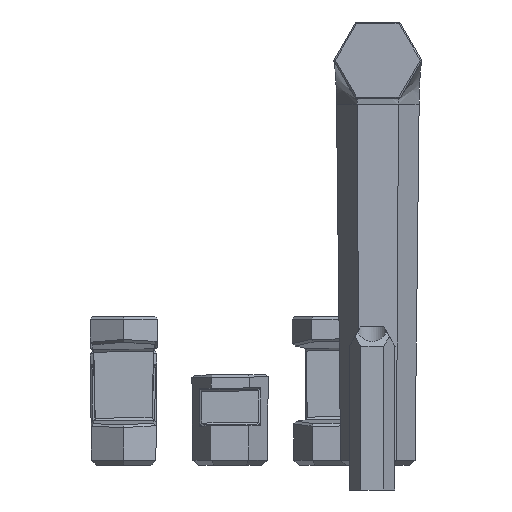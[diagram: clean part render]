
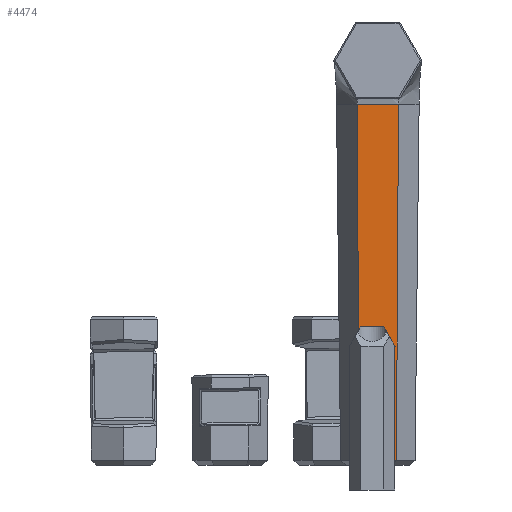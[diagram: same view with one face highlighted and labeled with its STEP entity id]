
A CAD part, front view. The second image highlights one B-rep face of the part: STEP entity #4474.
In plain terms, the highlighted planar face has unit normal (0, -1, -0.01).
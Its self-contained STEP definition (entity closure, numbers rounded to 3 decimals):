
#304=FACE_OUTER_BOUND('',#568,.T.);
#568=EDGE_LOOP('',(#3821,#3822,#3823,#3824));
#1104=LINE('',#7174,#1688);
#1113=LINE('',#7249,#1697);
#1115=LINE('',#7253,#1699);
#1116=LINE('',#7254,#1700);
#1688=VECTOR('',#5712,10.);
#1697=VECTOR('',#5729,10.);
#1699=VECTOR('',#5733,10.);
#1700=VECTOR('',#5734,10.);
#2085=VERTEX_POINT('',#7147);
#2086=VERTEX_POINT('',#7169);
#2092=VERTEX_POINT('',#7248);
#2093=VERTEX_POINT('',#7252);
#2664=EDGE_CURVE('',#2085,#2086,#1104,.T.);
#2675=EDGE_CURVE('',#2085,#2092,#1113,.F.);
#2677=EDGE_CURVE('',#2093,#2086,#1115,.T.);
#2678=EDGE_CURVE('',#2092,#2093,#1116,.T.);
#3821=ORIENTED_EDGE('',*,*,#2664,.T.);
#3822=ORIENTED_EDGE('',*,*,#2677,.F.);
#3823=ORIENTED_EDGE('',*,*,#2678,.F.);
#3824=ORIENTED_EDGE('',*,*,#2675,.F.);
#4212=PLANE('',#4746);
#4474=ADVANCED_FACE('',(#304),#4212,.T.);
#4746=AXIS2_PLACEMENT_3D('',#7251,#5731,#5732);
#5712=DIRECTION('',(-1.,0.,0.));
#5729=DIRECTION('',(0.006,-0.01,1.));
#5731=DIRECTION('center_axis',(0.,-1.,-0.01));
#5732=DIRECTION('ref_axis',(0.,0.01,-1.));
#5733=DIRECTION('',(-0.006,-0.01,1.));
#5734=DIRECTION('',(-1.,0.,0.));
#7147=CARTESIAN_POINT('',(13.686,-228.066,72.9));
#7169=CARTESIAN_POINT('',(5.339,-228.066,72.9));
#7174=CARTESIAN_POINT('',(8.546,-228.066,72.9));
#7248=CARTESIAN_POINT('',(13.271,-227.347,1.));
#7249=CARTESIAN_POINT('',(13.351,-227.487,14.977));
#7251=CARTESIAN_POINT('Origin',(7.578,-227.487,14.999));
#7252=CARTESIAN_POINT('',(5.754,-227.347,1.));
#7253=CARTESIAN_POINT('',(5.673,-227.487,14.977));
#7254=CARTESIAN_POINT('',(8.545,-227.347,1.));
